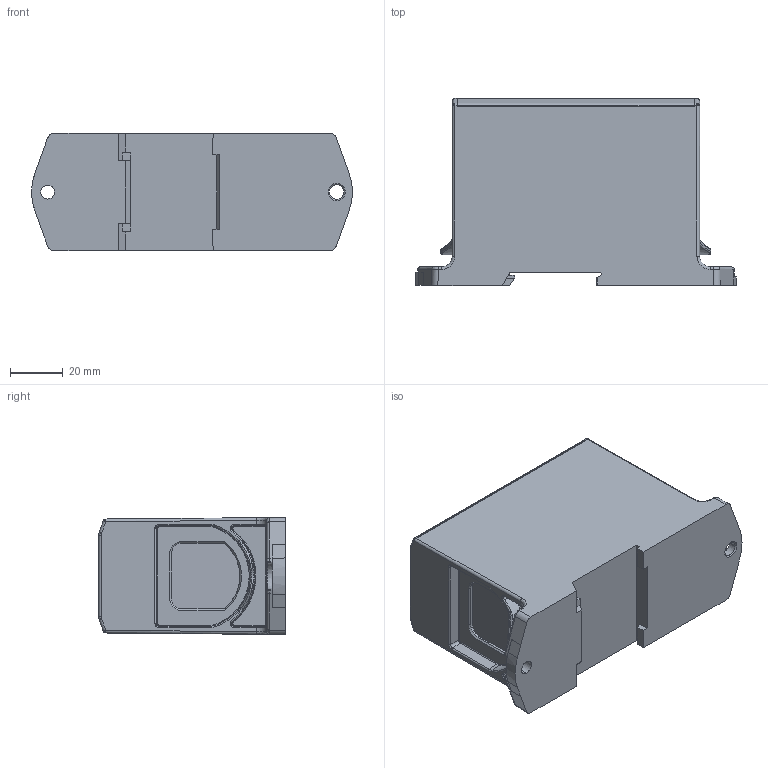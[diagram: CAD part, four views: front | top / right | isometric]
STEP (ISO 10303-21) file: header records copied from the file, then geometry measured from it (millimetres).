
FILE_DESCRIPTION(('Creo Elements/Direct Modeling STEP Export'),'2;1');
FILE_NAME('VC05-0213_OTL_1x300_Grey.stp','2023-03-16T15:34:58',(''),(''),'Creo Elements/Direct Modeling STEP processor for AP214 (Solid Model)','Creo Elements/Direct Modeling 20.1D 10-Oct-2020 (C) Parametric Technology GmbH','');
FILE_SCHEMA(('AUTOMOTIVE_DESIGN { 1 0 10303 214 1 1 1 1 }'));
Products named in the file (2): Kotelo_1x300
Assembly tree (1 placements, depth 2):
  Kotelo_1x300
    Kotelo_1x300
Bounding box: 121.94 x 71 x 44.5 mm (x, y, z)
Volume: 273082.1 mm3; surface area: 33361.6 mm2
Topology: 1 solids, 2 shells, 1620 faces, 4485 edges, 2908 vertices
Faces by surface type: plane 1280, bspline 157, cylinder 140, cone 30, torus 13
Entity records: 60682 total; most frequent: CARTESIAN_POINT 21131, ORIENTED_EDGE 8962, DIRECTION 7033, EDGE_CURVE 4481, VECTOR 3825, LINE 3825, VERTEX_POINT 2908, EDGE_LOOP 1667
